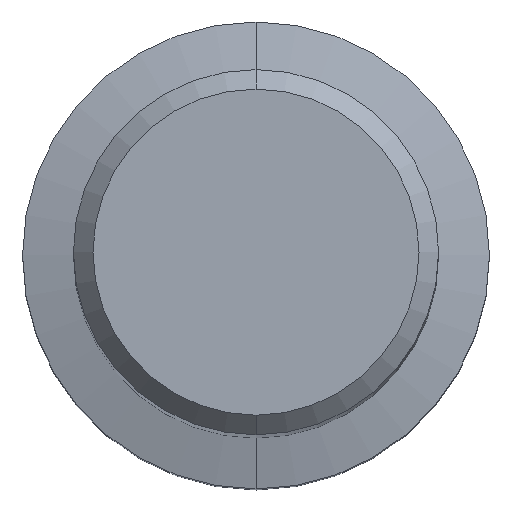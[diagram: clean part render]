
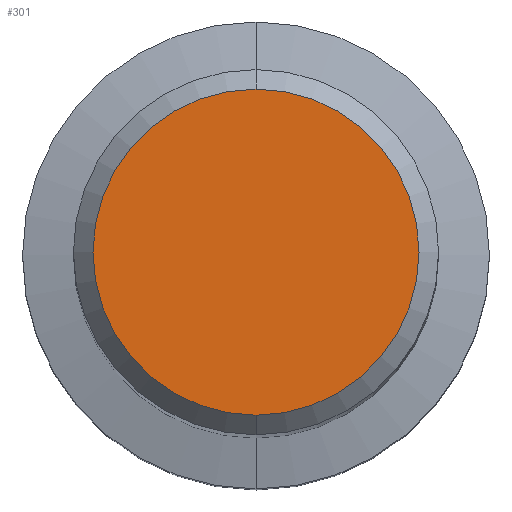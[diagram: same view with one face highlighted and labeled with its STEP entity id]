
A CAD part, top view. The second image highlights one B-rep face of the part: STEP entity #301.
In plain terms, the highlighted planar face has unit normal (0, 0, 1).
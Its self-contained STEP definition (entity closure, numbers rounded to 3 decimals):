
#139=EDGE_CURVE('',#263,#143,#339,.T.);
#143=VERTEX_POINT('',#343);
#187=EDGE_CURVE('',#143,#263,#394,.T.);
#263=VERTEX_POINT('',#480);
#301=ADVANCED_FACE('',(#523),#524,.T.);
#339=CIRCLE('',#558,6.65);
#343=CARTESIAN_POINT('',(0.0,6.65,0.0));
#394=CIRCLE('',#632,6.65);
#480=CARTESIAN_POINT('',(0.,-6.65,0.0));
#523=FACE_OUTER_BOUND('',#796,.T.);
#524=PLANE('',#797);
#558=AXIS2_PLACEMENT_3D('',#811,#812,#813);
#632=AXIS2_PLACEMENT_3D('',#894,#895,#896);
#796=EDGE_LOOP('',(#1058,#1059));
#797=AXIS2_PLACEMENT_3D('',#1060,#1061,#1062);
#811=CARTESIAN_POINT('',(0.0,0.0,0.0));
#812=DIRECTION('',(0.0,0.0,-1.0));
#813=DIRECTION('',(0.0,1.0,0.0));
#894=CARTESIAN_POINT('',(0.0,0.0,0.0));
#895=DIRECTION('',(0.0,0.0,-1.0));
#896=DIRECTION('',(0.0,1.0,0.0));
#1058=ORIENTED_EDGE('',*,*,#187,.F.);
#1059=ORIENTED_EDGE('',*,*,#139,.F.);
#1060=CARTESIAN_POINT('',(0.0,3.325,0.0));
#1061=DIRECTION('',(-0.0,0.0,1.0));
#1062=DIRECTION('',(0.0,-1.0,0.0));
